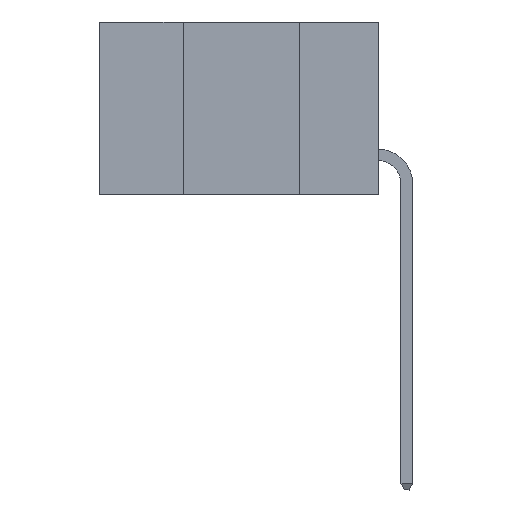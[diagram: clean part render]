
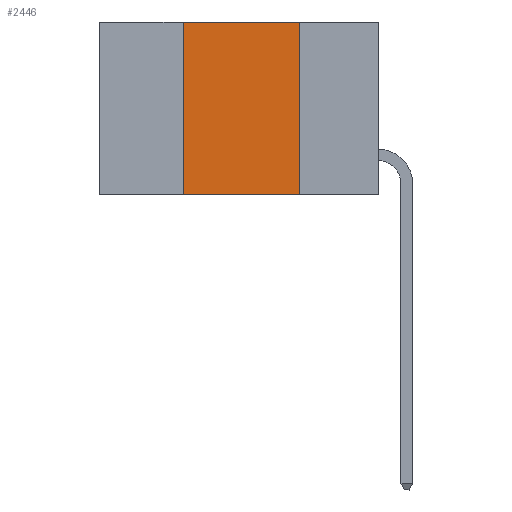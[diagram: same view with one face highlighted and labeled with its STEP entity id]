
A CAD part, left-side view. The second image highlights one B-rep face of the part: STEP entity #2446.
In plain terms, the highlighted planar face has unit normal (-1, 0, 0).
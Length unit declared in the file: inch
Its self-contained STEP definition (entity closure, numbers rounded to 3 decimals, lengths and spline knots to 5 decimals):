
#300 = CARTESIAN_POINT ( 'NONE',  ( 0., 0.42, -0.37 ) ) ;
#819 = EDGE_CURVE ( 'NONE', #6019, #1881, #7722, .T. ) ;
#1639 = EDGE_CURVE ( 'NONE', #8519, #6019, #2851, .T. ) ;
#1717 = EDGE_CURVE ( 'NONE', #8519, #3584, #10673, .T. ) ;
#1725 = ORIENTED_EDGE ( 'NONE', *, *, #1639, .F. ) ;
#1787 = LINE ( 'NONE', #11671, #4922 ) ;
#1881 = VERTEX_POINT ( 'NONE', #3525 ) ;
#1964 = FACE_OUTER_BOUND ( 'NONE', #6416, .T. ) ;
#2446 = ADVANCED_FACE ( 'NONE', ( #1964 ), #9336, .F. ) ;
#2851 = LINE ( 'NONE', #9318, #6351 ) ;
#3157 = DIRECTION ( 'NONE',  ( 0., -1., 0. ) ) ;
#3456 = CARTESIAN_POINT ( 'NONE',  ( 0., 0.17, -0.37 ) ) ;
#3525 = CARTESIAN_POINT ( 'NONE',  ( 0., 0.17, 0. ) ) ;
#3584 = VERTEX_POINT ( 'NONE', #3456 ) ;
#3677 = AXIS2_PLACEMENT_3D ( 'NONE', #7658, #6626, #3901 ) ;
#3901 = DIRECTION ( 'NONE',  ( 0., 0., -1. ) ) ;
#4795 = DIRECTION ( 'NONE',  ( 0., 0., 1. ) ) ;
#4922 = VECTOR ( 'NONE', #7241, 39.37008 ) ;
#5513 = VECTOR ( 'NONE', #11371, 39.37008 ) ;
#6019 = VERTEX_POINT ( 'NONE', #7912 ) ;
#6351 = VECTOR ( 'NONE', #4795, 39.37008 ) ;
#6416 = EDGE_LOOP ( 'NONE', ( #8076, #6470, #1725, #10233 ) ) ;
#6470 = ORIENTED_EDGE ( 'NONE', *, *, #819, .F. ) ;
#6626 = DIRECTION ( 'NONE',  ( 1., 0., 0. ) ) ;
#7241 = DIRECTION ( 'NONE',  ( 0., 0., -1. ) ) ;
#7658 = CARTESIAN_POINT ( 'NONE',  ( 0., 0.6, 0. ) ) ;
#7722 = LINE ( 'NONE', #9711, #5513 ) ;
#7789 = EDGE_CURVE ( 'NONE', #1881, #3584, #1787, .T. ) ;
#7912 = CARTESIAN_POINT ( 'NONE',  ( 0., 0.42, 0. ) ) ;
#8076 = ORIENTED_EDGE ( 'NONE', *, *, #7789, .F. ) ;
#8519 = VERTEX_POINT ( 'NONE', #300 ) ;
#8604 = CARTESIAN_POINT ( 'NONE',  ( 0., 0.6, -0.37 ) ) ;
#9318 = CARTESIAN_POINT ( 'NONE',  ( 0., 0.42, -0.37 ) ) ;
#9336 = PLANE ( 'NONE',  #3677 ) ;
#9711 = CARTESIAN_POINT ( 'NONE',  ( 0., 0.6, 0. ) ) ;
#10233 = ORIENTED_EDGE ( 'NONE', *, *, #1717, .T. ) ;
#10543 = VECTOR ( 'NONE', #3157, 39.37008 ) ;
#10673 = LINE ( 'NONE', #8604, #10543 ) ;
#11371 = DIRECTION ( 'NONE',  ( 0., -1., 0. ) ) ;
#11671 = CARTESIAN_POINT ( 'NONE',  ( 0., 0.17, -0.37 ) ) ;
